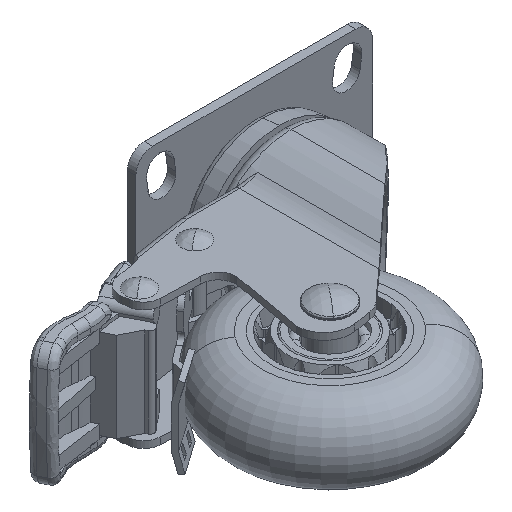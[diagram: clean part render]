
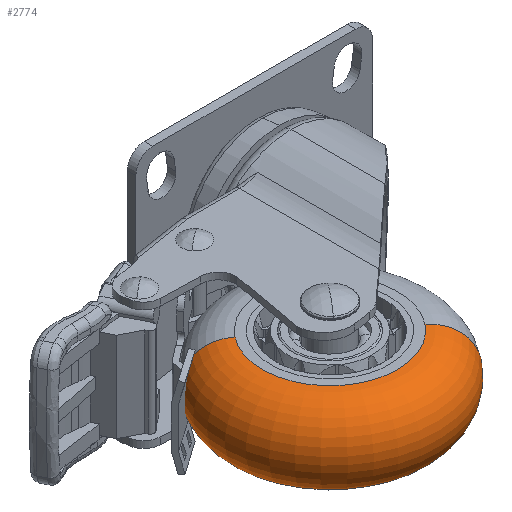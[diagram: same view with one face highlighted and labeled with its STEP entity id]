
A CAD part, isometric view. The second image highlights one B-rep face of the part: STEP entity #2774.
In plain terms, the highlighted toroidal (fillet/blend) face has major radius 20 mm and minor radius 12 mm.
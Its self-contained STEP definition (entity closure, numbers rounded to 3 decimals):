
#763 = DIRECTION ( 'NONE',  ( -0.784, 0.621, 0. ) ) ;
#1281 = DIRECTION ( 'NONE',  ( 0., 0., 1. ) ) ;
#1889 = CARTESIAN_POINT ( 'NONE',  ( -18.317, -71.321, 0. ) ) ;
#2236 = FACE_OUTER_BOUND ( 'NONE', #32656, .T. ) ;
#2282 = AXIS2_PLACEMENT_3D ( 'NONE', #2302, #23596, #5376 ) ;
#2302 = CARTESIAN_POINT ( 'NONE',  ( -34., -58.91, -12. ) ) ;
#2523 = AXIS2_PLACEMENT_3D ( 'NONE', #37232, #18837, #763 ) ;
#2774 = ADVANCED_FACE ( 'NONE', ( #2236 ), #33638, .T. ) ;
#4478 = VERTEX_POINT ( 'NONE', #6445 ) ;
#4585 = CARTESIAN_POINT ( 'NONE',  ( -49.683, -46.499, 12. ) ) ;
#4624 = VERTEX_POINT ( 'NONE', #25341 ) ;
#4945 = DIRECTION ( 'NONE',  ( 0.784, -0.621, 0. ) ) ;
#5376 = DIRECTION ( 'NONE',  ( -0.784, 0.621, 0. ) ) ;
#5440 = CIRCLE ( 'NONE', #21990, 12. ) ;
#6228 = EDGE_CURVE ( 'NONE', #19620, #4478, #35776, .T. ) ;
#6445 = CARTESIAN_POINT ( 'NONE',  ( -18.317, -71.321, 12. ) ) ;
#7719 = ORIENTED_EDGE ( 'NONE', *, *, #32715, .T. ) ;
#8278 = EDGE_CURVE ( 'NONE', #10667, #4478, #10880, .T. ) ;
#8280 = DIRECTION ( 'NONE',  ( 0.621, 0.784, 0. ) ) ;
#10667 = VERTEX_POINT ( 'NONE', #4585 ) ;
#10880 = CIRCLE ( 'NONE', #35042, 20. ) ;
#17878 = AXIS2_PLACEMENT_3D ( 'NONE', #1889, #23177, #4945 ) ;
#18837 = DIRECTION ( 'NONE',  ( 0., 0., 1. ) ) ;
#19498 = CARTESIAN_POINT ( 'NONE',  ( -34., -58.91, 12. ) ) ;
#19620 = VERTEX_POINT ( 'NONE', #27748 ) ;
#21990 = AXIS2_PLACEMENT_3D ( 'NONE', #26566, #8280, #29611 ) ;
#22540 = EDGE_CURVE ( 'NONE', #4624, #10667, #5440, .T. ) ;
#22598 = DIRECTION ( 'NONE',  ( -0.784, 0.621, 0. ) ) ;
#23177 = DIRECTION ( 'NONE',  ( -0.621, -0.784, 0. ) ) ;
#23596 = DIRECTION ( 'NONE',  ( 0., 0., 1. ) ) ;
#24099 = ORIENTED_EDGE ( 'NONE', *, *, #8278, .F. ) ;
#25341 = CARTESIAN_POINT ( 'NONE',  ( -49.683, -46.499, -12. ) ) ;
#26566 = CARTESIAN_POINT ( 'NONE',  ( -49.683, -46.499, 0. ) ) ;
#27748 = CARTESIAN_POINT ( 'NONE',  ( -18.317, -71.321, -12. ) ) ;
#28727 = CIRCLE ( 'NONE', #2282, 20. ) ;
#29611 = DIRECTION ( 'NONE',  ( -0.784, 0.621, 0. ) ) ;
#32439 = ORIENTED_EDGE ( 'NONE', *, *, #6228, .T. ) ;
#32656 = EDGE_LOOP ( 'NONE', ( #7719, #32439, #24099, #37277 ) ) ;
#32715 = EDGE_CURVE ( 'NONE', #4624, #19620, #28727, .T. ) ;
#33638 = TOROIDAL_SURFACE ( 'NONE', #2523, 20., 12. ) ;
#35042 = AXIS2_PLACEMENT_3D ( 'NONE', #19498, #1281, #22598 ) ;
#35776 = CIRCLE ( 'NONE', #17878, 12. ) ;
#37232 = CARTESIAN_POINT ( 'NONE',  ( -34., -58.91, 0. ) ) ;
#37277 = ORIENTED_EDGE ( 'NONE', *, *, #22540, .F. ) ;
